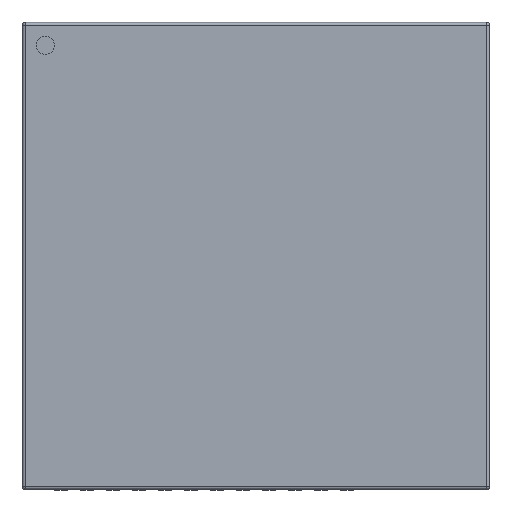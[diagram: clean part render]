
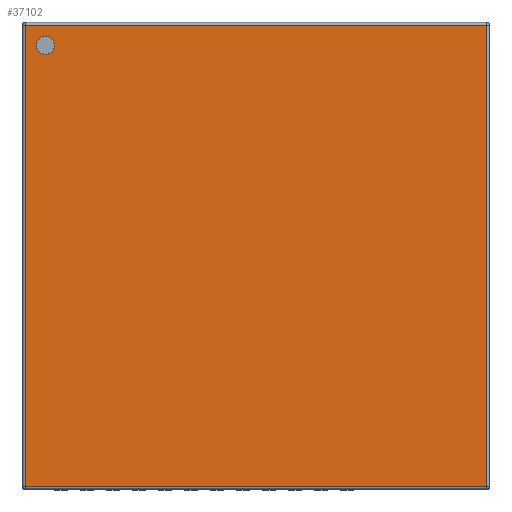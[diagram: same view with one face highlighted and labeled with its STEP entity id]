
A CAD part, top view. The second image highlights one B-rep face of the part: STEP entity #37102.
In plain terms, the highlighted planar face has unit normal (0, 0, 1).
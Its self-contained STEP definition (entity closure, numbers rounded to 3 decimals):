
#8158 = CYLINDRICAL_SURFACE('',#8159,0.05);
#8159 = AXIS2_PLACEMENT_3D('',#8160,#8161,#8162);
#8160 = CARTESIAN_POINT('',(4.44,4.44,0.83));
#8161 = DIRECTION('',(-0.,-1.,-0.));
#8162 = DIRECTION('',(0.,0.,1.));
#31750 = VERTEX_POINT('',#31751);
#31751 = CARTESIAN_POINT('',(4.44,4.44,0.88));
#31773 = VERTEX_POINT('',#31774);
#31774 = CARTESIAN_POINT('',(4.44,-4.44,0.88));
#31799 = EDGE_CURVE('',#31750,#31773,#31800,.T.);
#31800 = SURFACE_CURVE('',#31801,(#31805,#31812),.PCURVE_S1.);
#31801 = LINE('',#31802,#31803);
#31802 = CARTESIAN_POINT('',(4.44,4.44,0.88));
#31803 = VECTOR('',#31804,1.);
#31804 = DIRECTION('',(-0.,-1.,-0.));
#31805 = PCURVE('',#8158,#31806);
#31806 = DEFINITIONAL_REPRESENTATION('',(#31807),#31811);
#31807 = LINE('',#31808,#31809);
#31808 = CARTESIAN_POINT('',(-0.,0.));
#31809 = VECTOR('',#31810,1.);
#31810 = DIRECTION('',(-0.,1.));
#31811 = ( GEOMETRIC_REPRESENTATION_CONTEXT(2) 
PARAMETRIC_REPRESENTATION_CONTEXT() REPRESENTATION_CONTEXT('2D SPACE',''
  ) );
#31812 = PCURVE('',#31813,#31818);
#31813 = PLANE('',#31814);
#31814 = AXIS2_PLACEMENT_3D('',#31815,#31816,#31817);
#31815 = CARTESIAN_POINT('',(-4.49,-4.49,0.88));
#31816 = DIRECTION('',(0.,0.,1.));
#31817 = DIRECTION('',(1.,0.,0.));
#31818 = DEFINITIONAL_REPRESENTATION('',(#31819),#31823);
#31819 = LINE('',#31820,#31821);
#31820 = CARTESIAN_POINT('',(8.93,8.93));
#31821 = VECTOR('',#31822,1.);
#31822 = DIRECTION('',(-0.,-1.));
#31823 = ( GEOMETRIC_REPRESENTATION_CONTEXT(2) 
PARAMETRIC_REPRESENTATION_CONTEXT() REPRESENTATION_CONTEXT('2D SPACE',''
  ) );
#32712 = CYLINDRICAL_SURFACE('',#32713,0.05);
#32713 = AXIS2_PLACEMENT_3D('',#32714,#32715,#32716);
#32714 = CARTESIAN_POINT('',(-4.44,-4.44,0.83));
#32715 = DIRECTION('',(0.,1.,0.));
#32716 = DIRECTION('',(-1.,0.,0.));
#32851 = CYLINDRICAL_SURFACE('',#32852,0.05);
#32852 = AXIS2_PLACEMENT_3D('',#32853,#32854,#32855);
#32853 = CARTESIAN_POINT('',(-4.49,-4.44,0.83));
#32854 = DIRECTION('',(1.,0.,0.));
#32855 = DIRECTION('',(0.,-1.,0.));
#35189 = CYLINDRICAL_SURFACE('',#35190,0.05);
#35190 = AXIS2_PLACEMENT_3D('',#35191,#35192,#35193);
#35191 = CARTESIAN_POINT('',(-4.49,4.44,0.83));
#35192 = DIRECTION('',(1.,0.,0.));
#35193 = DIRECTION('',(0.,1.,0.));
#37102 = ADVANCED_FACE('',(#37103,#37173),#31813,.T.);
#37103 = FACE_BOUND('',#37104,.T.);
#37104 = EDGE_LOOP('',(#37105,#37128,#37129,#37152));
#37105 = ORIENTED_EDGE('',*,*,#37106,.T.);
#37106 = EDGE_CURVE('',#37107,#31773,#37109,.T.);
#37107 = VERTEX_POINT('',#37108);
#37108 = CARTESIAN_POINT('',(-4.44,-4.44,0.88));
#37109 = SURFACE_CURVE('',#37110,(#37114,#37121),.PCURVE_S1.);
#37110 = LINE('',#37111,#37112);
#37111 = CARTESIAN_POINT('',(-4.49,-4.44,0.88));
#37112 = VECTOR('',#37113,1.);
#37113 = DIRECTION('',(1.,0.,0.));
#37114 = PCURVE('',#31813,#37115);
#37115 = DEFINITIONAL_REPRESENTATION('',(#37116),#37120);
#37116 = LINE('',#37117,#37118);
#37117 = CARTESIAN_POINT('',(0.,0.05));
#37118 = VECTOR('',#37119,1.);
#37119 = DIRECTION('',(1.,0.));
#37120 = ( GEOMETRIC_REPRESENTATION_CONTEXT(2) 
PARAMETRIC_REPRESENTATION_CONTEXT() REPRESENTATION_CONTEXT('2D SPACE',''
  ) );
#37121 = PCURVE('',#32851,#37122);
#37122 = DEFINITIONAL_REPRESENTATION('',(#37123),#37127);
#37123 = LINE('',#37124,#37125);
#37124 = CARTESIAN_POINT('',(-1.571,0.));
#37125 = VECTOR('',#37126,1.);
#37126 = DIRECTION('',(-0.,1.));
#37127 = ( GEOMETRIC_REPRESENTATION_CONTEXT(2) 
PARAMETRIC_REPRESENTATION_CONTEXT() REPRESENTATION_CONTEXT('2D SPACE',''
  ) );
#37128 = ORIENTED_EDGE('',*,*,#31799,.F.);
#37129 = ORIENTED_EDGE('',*,*,#37130,.F.);
#37130 = EDGE_CURVE('',#37131,#31750,#37133,.T.);
#37131 = VERTEX_POINT('',#37132);
#37132 = CARTESIAN_POINT('',(-4.44,4.44,0.88));
#37133 = SURFACE_CURVE('',#37134,(#37138,#37145),.PCURVE_S1.);
#37134 = LINE('',#37135,#37136);
#37135 = CARTESIAN_POINT('',(-4.49,4.44,0.88));
#37136 = VECTOR('',#37137,1.);
#37137 = DIRECTION('',(1.,0.,0.));
#37138 = PCURVE('',#31813,#37139);
#37139 = DEFINITIONAL_REPRESENTATION('',(#37140),#37144);
#37140 = LINE('',#37141,#37142);
#37141 = CARTESIAN_POINT('',(0.,8.93));
#37142 = VECTOR('',#37143,1.);
#37143 = DIRECTION('',(1.,0.));
#37144 = ( GEOMETRIC_REPRESENTATION_CONTEXT(2) 
PARAMETRIC_REPRESENTATION_CONTEXT() REPRESENTATION_CONTEXT('2D SPACE',''
  ) );
#37145 = PCURVE('',#35189,#37146);
#37146 = DEFINITIONAL_REPRESENTATION('',(#37147),#37151);
#37147 = LINE('',#37148,#37149);
#37148 = CARTESIAN_POINT('',(1.571,0.));
#37149 = VECTOR('',#37150,1.);
#37150 = DIRECTION('',(0.,1.));
#37151 = ( GEOMETRIC_REPRESENTATION_CONTEXT(2) 
PARAMETRIC_REPRESENTATION_CONTEXT() REPRESENTATION_CONTEXT('2D SPACE',''
  ) );
#37152 = ORIENTED_EDGE('',*,*,#37153,.F.);
#37153 = EDGE_CURVE('',#37107,#37131,#37154,.T.);
#37154 = SURFACE_CURVE('',#37155,(#37159,#37166),.PCURVE_S1.);
#37155 = LINE('',#37156,#37157);
#37156 = CARTESIAN_POINT('',(-4.44,-4.44,0.88));
#37157 = VECTOR('',#37158,1.);
#37158 = DIRECTION('',(0.,1.,0.));
#37159 = PCURVE('',#31813,#37160);
#37160 = DEFINITIONAL_REPRESENTATION('',(#37161),#37165);
#37161 = LINE('',#37162,#37163);
#37162 = CARTESIAN_POINT('',(0.05,0.05));
#37163 = VECTOR('',#37164,1.);
#37164 = DIRECTION('',(0.,1.));
#37165 = ( GEOMETRIC_REPRESENTATION_CONTEXT(2) 
PARAMETRIC_REPRESENTATION_CONTEXT() REPRESENTATION_CONTEXT('2D SPACE',''
  ) );
#37166 = PCURVE('',#32712,#37167);
#37167 = DEFINITIONAL_REPRESENTATION('',(#37168),#37172);
#37168 = LINE('',#37169,#37170);
#37169 = CARTESIAN_POINT('',(1.571,0.));
#37170 = VECTOR('',#37171,1.);
#37171 = DIRECTION('',(0.,1.));
#37172 = ( GEOMETRIC_REPRESENTATION_CONTEXT(2) 
PARAMETRIC_REPRESENTATION_CONTEXT() REPRESENTATION_CONTEXT('2D SPACE',''
  ) );
#37173 = FACE_BOUND('',#37174,.T.);
#37174 = EDGE_LOOP('',(#37175));
#37175 = ORIENTED_EDGE('',*,*,#37176,.F.);
#37176 = EDGE_CURVE('',#37177,#37177,#37179,.T.);
#37177 = VERTEX_POINT('',#37178);
#37178 = CARTESIAN_POINT('',(-3.875,-4.05,0.88));
#37179 = SURFACE_CURVE('',#37180,(#37185,#37192),.PCURVE_S1.);
#37180 = CIRCLE('',#37181,0.175);
#37181 = AXIS2_PLACEMENT_3D('',#37182,#37183,#37184);
#37182 = CARTESIAN_POINT('',(-4.05,-4.05,0.88));
#37183 = DIRECTION('',(0.,0.,1.));
#37184 = DIRECTION('',(1.,0.,0.));
#37185 = PCURVE('',#31813,#37186);
#37186 = DEFINITIONAL_REPRESENTATION('',(#37187),#37191);
#37187 = CIRCLE('',#37188,0.175);
#37188 = AXIS2_PLACEMENT_2D('',#37189,#37190);
#37189 = CARTESIAN_POINT('',(0.44,0.44));
#37190 = DIRECTION('',(1.,0.));
#37191 = ( GEOMETRIC_REPRESENTATION_CONTEXT(2) 
PARAMETRIC_REPRESENTATION_CONTEXT() REPRESENTATION_CONTEXT('2D SPACE',''
  ) );
#37192 = PCURVE('',#37193,#37198);
#37193 = CYLINDRICAL_SURFACE('',#37194,0.175);
#37194 = AXIS2_PLACEMENT_3D('',#37195,#37196,#37197);
#37195 = CARTESIAN_POINT('',(-4.05,-4.05,0.88));
#37196 = DIRECTION('',(-0.,-0.,-1.));
#37197 = DIRECTION('',(1.,0.,0.));
#37198 = DEFINITIONAL_REPRESENTATION('',(#37199),#37203);
#37199 = LINE('',#37200,#37201);
#37200 = CARTESIAN_POINT('',(-0.,0.));
#37201 = VECTOR('',#37202,1.);
#37202 = DIRECTION('',(-1.,0.));
#37203 = ( GEOMETRIC_REPRESENTATION_CONTEXT(2) 
PARAMETRIC_REPRESENTATION_CONTEXT() REPRESENTATION_CONTEXT('2D SPACE',''
  ) );
